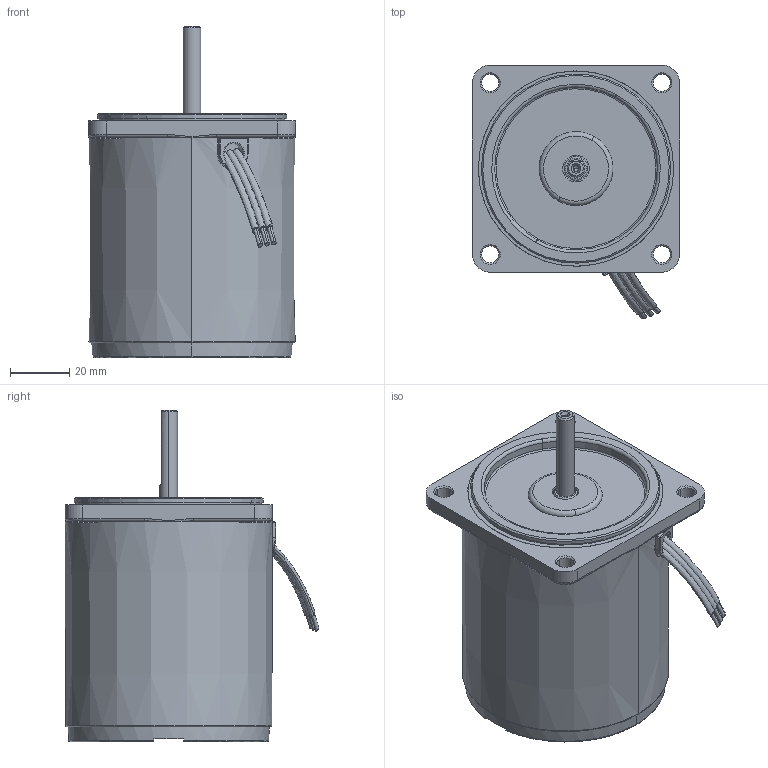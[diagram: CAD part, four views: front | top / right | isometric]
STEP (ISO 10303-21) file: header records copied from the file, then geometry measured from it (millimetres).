
FILE_DESCRIPTION (( 'STEP AP203' ), '1' );
FILE_NAME ('3TK6A-¡¼P-(5CA10¡¼3000Z0).STEP', '2018-04-23T01:35:36', ( '' ), ( '' ), 'SwSTEP 2.0', 'SolidWorks 2010', '' );
FILE_SCHEMA (( 'CONFIG_CONTROL_DESIGN' ));
Length unit declared in the file: millimetre
Products named in the file (6): 3TK6A-〖P-(5CA10〖3000Z0); 出口線-3條; M315_2車工; C364_車工(成品); 15A_0.成品; 線扣
Assembly tree (5 placements, depth 2):
  3TK6A-〖P-(5CA10〖3000Z0)
    出口線-3條
    M315_2車工
    C364_車工(成品)
    線扣
    15A_0.成品
Bounding box: 70 x 85.74 x 112 mm (x, y, z)
Volume: 312248.2 mm3; surface area: 39402 mm2
Topology: 7 solids, 7 shells, 244 faces, 571 edges, 349 vertices
Faces by surface type: cylinder 78, plane 75, torus 37, cone 34, bspline 16, sphere 4
Entity records: 9033 total; most frequent: CARTESIAN_POINT 2677, DIRECTION 1326, ORIENTED_EDGE 1130, EDGE_CURVE 565, AXIS2_PLACEMENT_3D 564, VERTEX_POINT 349, CIRCLE 328, EDGE_LOOP 278
